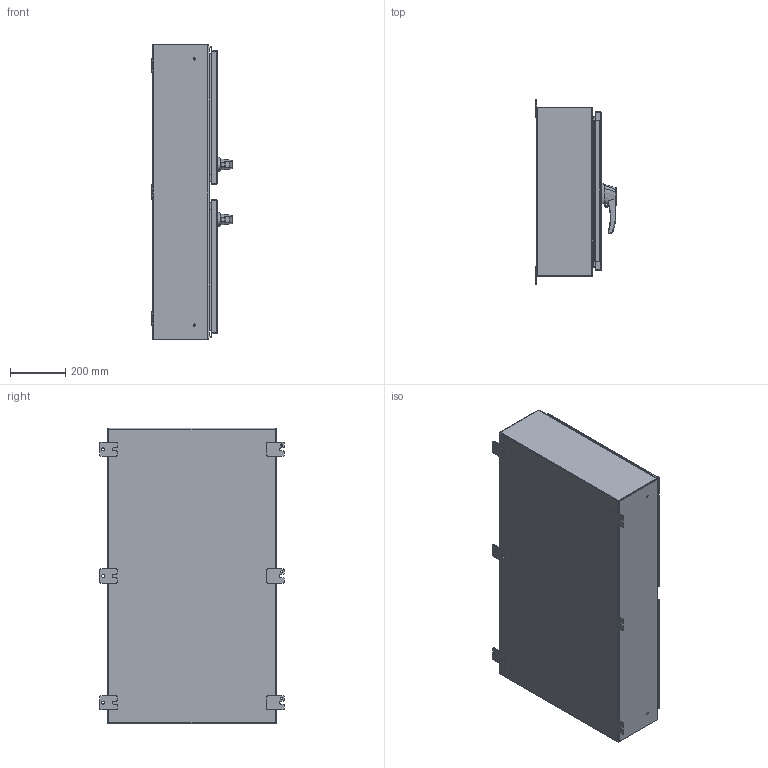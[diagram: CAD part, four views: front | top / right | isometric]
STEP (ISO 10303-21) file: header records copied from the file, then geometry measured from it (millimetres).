
FILE_DESCRIPTION (( 'STEP AP214' ), '1' );
FILE_NAME ('HN4WM24428S16.STEP', '2019-09-03T19:09:51', ( '' ), ( '' ), 'SwSTEP 2.0', 'SolidWorks 2018', '' );
FILE_SCHEMA (( 'AUTOMOTIVE_DESIGN' ));
Length unit declared in the file: inch
Products named in the file (1): HN4WM24428S16
Bounding box: 290.19 x 666.75 x 1066.8 mm (x, y, z)
Volume: 7815030.5 mm3; surface area: 6367913.2 mm2
Topology: 112 solids, 114 shells, 2648 faces, 6663 edges, 4290 vertices
Faces by surface type: plane 1251, cylinder 1117, bspline 148, cone 132
Entity records: 127432 total; most frequent: CARTESIAN_POINT 27958, ORIENTED_EDGE 13298, DIRECTION 13071, EDGE_CURVE 6649, AXIS2_PLACEMENT_3D 4723, VERTEX_POINT 4290, VECTOR 3625, LINE 3625
